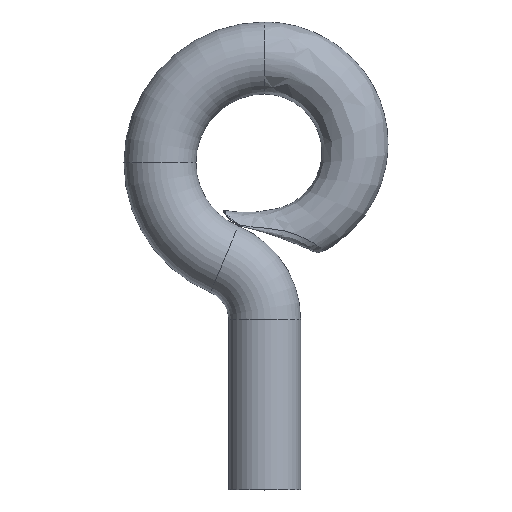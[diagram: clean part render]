
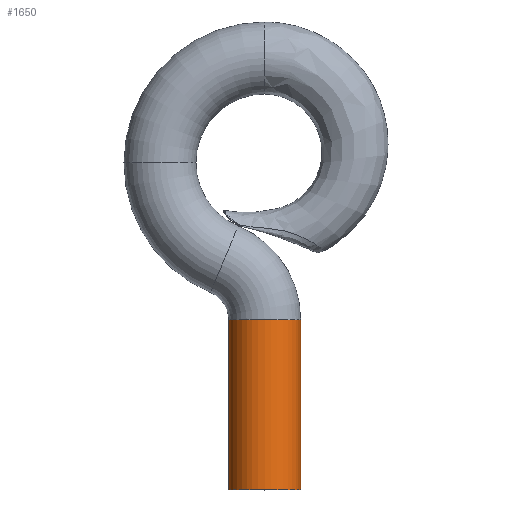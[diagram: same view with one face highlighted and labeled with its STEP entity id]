
A CAD part, top view. The second image highlights one B-rep face of the part: STEP entity #1650.
In plain terms, the highlighted cylindrical face has radius 3.493 mm (diameter 6.985 mm), a partial arc.
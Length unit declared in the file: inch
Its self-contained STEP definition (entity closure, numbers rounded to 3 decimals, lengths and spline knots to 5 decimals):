
#7 = LINE ( 'NONE', #283, #1212 ) ;
#33 = ORIENTED_EDGE ( 'NONE', *, *, #1140, .T. ) ;
#42 = VERTEX_POINT ( 'NONE', #712 ) ;
#48 = AXIS2_PLACEMENT_3D ( 'NONE', #1060, #321, #190 ) ;
#60 = CARTESIAN_POINT ( 'NONE',  ( 0., 1.25, 0. ) ) ;
#76 = CARTESIAN_POINT ( 'NONE',  ( -0.1375, 0.6, 0. ) ) ;
#129 = VERTEX_POINT ( 'NONE', #1005 ) ;
#190 = DIRECTION ( 'NONE',  ( -1., 0., 0. ) ) ;
#193 = CARTESIAN_POINT ( 'NONE',  ( 0.1375, 0.6, 0. ) ) ;
#227 = CIRCLE ( 'NONE', #503, 0.1375 ) ;
#260 = EDGE_CURVE ( 'NONE', #952, #129, #227, .T. ) ;
#283 = CARTESIAN_POINT ( 'NONE',  ( -0.1375, 0.6, 0. ) ) ;
#321 = DIRECTION ( 'NONE',  ( 0., 1., 0. ) ) ;
#360 = DIRECTION ( 'NONE',  ( 0., 1., 0. ) ) ;
#378 = VERTEX_POINT ( 'NONE', #76 ) ;
#404 = CARTESIAN_POINT ( 'NONE',  ( -0.1375, 1.25, 0. ) ) ;
#503 = AXIS2_PLACEMENT_3D ( 'NONE', #60, #1111, #949 ) ;
#595 = VECTOR ( 'NONE', #1372, 39.37008 ) ;
#712 = CARTESIAN_POINT ( 'NONE',  ( 0.1375, 0.6, 0. ) ) ;
#738 = EDGE_LOOP ( 'NONE', ( #1400, #33, #1259, #1510 ) ) ;
#792 = EDGE_CURVE ( 'NONE', #378, #952, #7, .T. ) ;
#869 = CIRCLE ( 'NONE', #48, 0.1375 ) ;
#942 = CARTESIAN_POINT ( 'NONE',  ( 0., 0.6, 0. ) ) ;
#949 = DIRECTION ( 'NONE',  ( -1., 0., 0. ) ) ;
#952 = VERTEX_POINT ( 'NONE', #404 ) ;
#971 = CYLINDRICAL_SURFACE ( 'NONE', #1122, 0.1375 ) ;
#1005 = CARTESIAN_POINT ( 'NONE',  ( 0.1375, 1.25, 0. ) ) ;
#1060 = CARTESIAN_POINT ( 'NONE',  ( 0., 0.6, 0. ) ) ;
#1111 = DIRECTION ( 'NONE',  ( 0., 1., 0. ) ) ;
#1122 = AXIS2_PLACEMENT_3D ( 'NONE', #942, #360, #1672 ) ;
#1140 = EDGE_CURVE ( 'NONE', #42, #129, #1497, .T. ) ;
#1212 = VECTOR ( 'NONE', #1339, 39.37008 ) ;
#1259 = ORIENTED_EDGE ( 'NONE', *, *, #260, .F. ) ;
#1299 = EDGE_CURVE ( 'NONE', #378, #42, #869, .T. ) ;
#1339 = DIRECTION ( 'NONE',  ( 0., 1., 0. ) ) ;
#1372 = DIRECTION ( 'NONE',  ( 0., 1., 0. ) ) ;
#1399 = FACE_OUTER_BOUND ( 'NONE', #738, .T. ) ;
#1400 = ORIENTED_EDGE ( 'NONE', *, *, #1299, .T. ) ;
#1497 = LINE ( 'NONE', #193, #595 ) ;
#1510 = ORIENTED_EDGE ( 'NONE', *, *, #792, .F. ) ;
#1650 = ADVANCED_FACE ( 'NONE', ( #1399 ), #971, .T. ) ;
#1672 = DIRECTION ( 'NONE',  ( -1., 0., 0. ) ) ;
